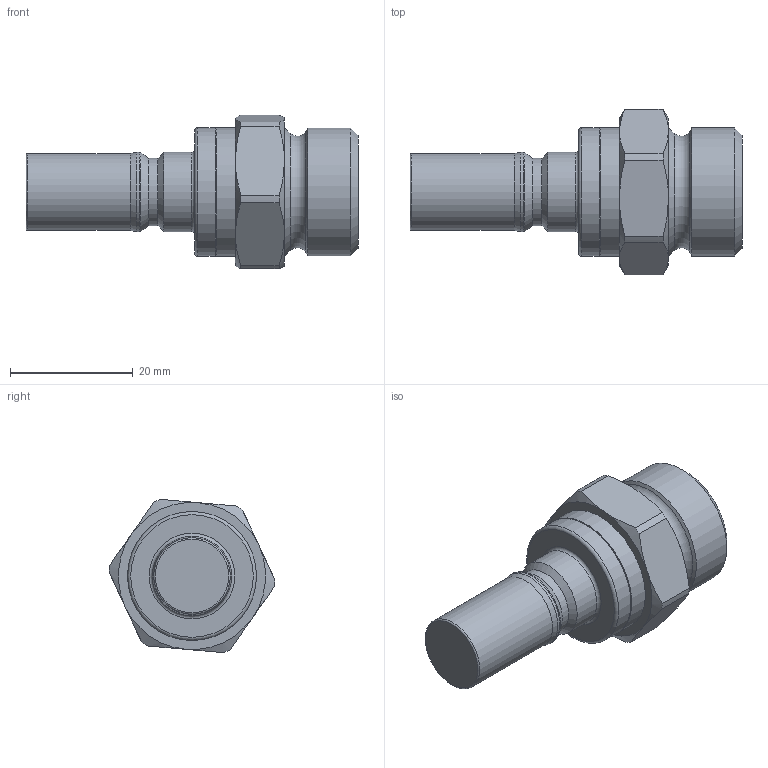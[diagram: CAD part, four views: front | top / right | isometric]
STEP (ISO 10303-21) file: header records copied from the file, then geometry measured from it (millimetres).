
FILE_DESCRIPTION((''),'2;1');
FILE_NAME('206slaw21evx.stp','2013-11-08T11:27:21',('IA176480'),(''),'Autodesk Inventor 2013','Autodesk Inventor 2013','');
FILE_SCHEMA(('AUTOMOTIVE_DESIGN { 1 0 10303 214 1 1 1 1 }'));
Length unit declared in the file: millimetre
Products named in the file (1): D108392
Bounding box: 54.15 x 27.02 x 25 mm (x, y, z)
Volume: 13325 mm3; surface area: 4465.6 mm2
Topology: 1 solids, 3 shells, 63 faces, 131 edges, 76 vertices
Faces by surface type: cone 24, cylinder 18, plane 14, torus 7
Full cylindrical faces by diameter (mm): 11 x1, 12.5 x1, 12.95 x2, 16.55 x1, 16.65 x2, 17 x1, 19.7 x1, 20.955 x1, 21 x2
Entity records: 1525 total; most frequent: CARTESIAN_POINT 282, DIRECTION 262, ORIENTED_EDGE 194, AXIS2_PLACEMENT_3D 125, EDGE_LOOP 100, EDGE_CURVE 97, VERTEX_POINT 73, FACE_OUTER_BOUND 63
